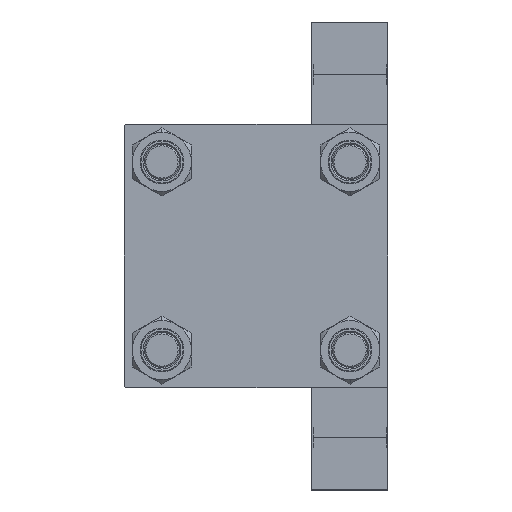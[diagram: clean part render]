
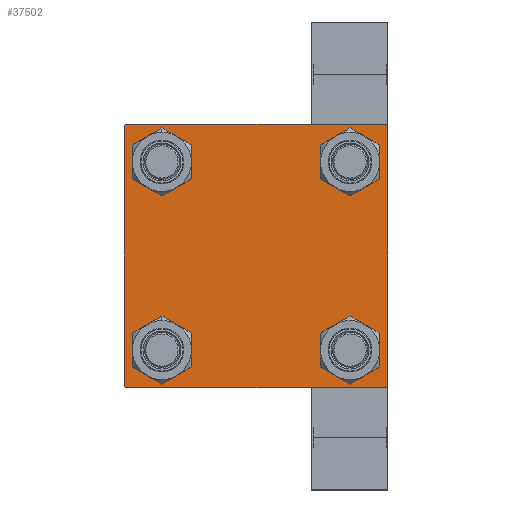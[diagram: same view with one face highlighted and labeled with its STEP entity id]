
A CAD part, left-side view. The second image highlights one B-rep face of the part: STEP entity #37502.
In plain terms, the highlighted planar face has unit normal (-1, 0, 0).
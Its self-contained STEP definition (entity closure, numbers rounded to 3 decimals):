
#15 = DIRECTION ( 'NONE',  ( 0., 0.707, -0.707 ) ) ;
#314 = CARTESIAN_POINT ( 'NONE',  ( 0., -32.15, 25.65 ) ) ;
#736 = LINE ( 'NONE', #41136, #39565 ) ;
#845 = CARTESIAN_POINT ( 'NONE',  ( 0., 45., 45. ) ) ;
#1880 = AXIS2_PLACEMENT_3D ( 'NONE', #46181, #46415, #9213 ) ;
#2280 = CARTESIAN_POINT ( 'NONE',  ( 0., -32.15, -38.65 ) ) ;
#2497 = VECTOR ( 'NONE', #47161, 1000. ) ;
#2980 = EDGE_CURVE ( 'NONE', #18401, #45328, #6937, .T. ) ;
#3677 = EDGE_CURVE ( 'NONE', #15999, #15811, #40016, .T. ) ;
#3752 = PLANE ( 'NONE',  #34368 ) ;
#4423 = CARTESIAN_POINT ( 'NONE',  ( 0., 32.15, 32.15 ) ) ;
#4719 = ORIENTED_EDGE ( 'NONE', *, *, #3677, .T. ) ;
#5288 = DIRECTION ( 'NONE',  ( 1., 0., 0. ) ) ;
#5566 = EDGE_CURVE ( 'NONE', #45328, #18401, #20174, .T. ) ;
#5749 = VERTEX_POINT ( 'NONE', #29628 ) ;
#5868 = ORIENTED_EDGE ( 'NONE', *, *, #5566, .T. ) ;
#5878 = CARTESIAN_POINT ( 'NONE',  ( 0., 45., 44.5 ) ) ;
#6258 = DIRECTION ( 'NONE',  ( 1., 0., 0. ) ) ;
#6420 = ORIENTED_EDGE ( 'NONE', *, *, #15533, .T. ) ;
#6937 = CIRCLE ( 'NONE', #24939, 6.5 ) ;
#6971 = VECTOR ( 'NONE', #21646, 1000. ) ;
#7401 = FACE_BOUND ( 'NONE', #40506, .T. ) ;
#7769 = CARTESIAN_POINT ( 'NONE',  ( 0., -44.5, -45. ) ) ;
#9021 = CARTESIAN_POINT ( 'NONE',  ( 0., 32.15, -32.15 ) ) ;
#9213 = DIRECTION ( 'NONE',  ( 0., 0., 1. ) ) ;
#9352 = EDGE_CURVE ( 'NONE', #9369, #31341, #26831, .T. ) ;
#9369 = VERTEX_POINT ( 'NONE', #45185 ) ;
#9547 = VERTEX_POINT ( 'NONE', #24844 ) ;
#9767 = AXIS2_PLACEMENT_3D ( 'NONE', #17798, #25391, #21723 ) ;
#9807 = AXIS2_PLACEMENT_3D ( 'NONE', #14577, #6258, #37097 ) ;
#10052 = DIRECTION ( 'NONE',  ( 0., -0.707, -0.707 ) ) ;
#10671 = EDGE_CURVE ( 'NONE', #29735, #34280, #32489, .T. ) ;
#10912 = ORIENTED_EDGE ( 'NONE', *, *, #20205, .T. ) ;
#11786 = CARTESIAN_POINT ( 'NONE',  ( 0., -45., 44.5 ) ) ;
#12329 = ORIENTED_EDGE ( 'NONE', *, *, #45959, .T. ) ;
#13009 = DIRECTION ( 'NONE',  ( 0., 0., 1. ) ) ;
#13104 = CARTESIAN_POINT ( 'NONE',  ( 0., 32.15, -32.15 ) ) ;
#13544 = EDGE_CURVE ( 'NONE', #42557, #18468, #43354, .T. ) ;
#13710 = LINE ( 'NONE', #14870, #29479 ) ;
#13738 = EDGE_CURVE ( 'NONE', #5749, #14848, #19137, .T. ) ;
#14174 = ORIENTED_EDGE ( 'NONE', *, *, #44831, .T. ) ;
#14384 = EDGE_CURVE ( 'NONE', #14848, #5749, #44164, .T. ) ;
#14577 = CARTESIAN_POINT ( 'NONE',  ( 0., -32.15, 32.15 ) ) ;
#14721 = EDGE_CURVE ( 'NONE', #27329, #42405, #44204, .T. ) ;
#14848 = VERTEX_POINT ( 'NONE', #38064 ) ;
#14870 = CARTESIAN_POINT ( 'NONE',  ( 0., -44.75, 44.75 ) ) ;
#14997 = FACE_BOUND ( 'NONE', #48373, .T. ) ;
#15305 = CARTESIAN_POINT ( 'NONE',  ( 0., 32.15, 38.65 ) ) ;
#15333 = DIRECTION ( 'NONE',  ( 0., -1., 0. ) ) ;
#15531 = DIRECTION ( 'NONE',  ( 0., -1., 0. ) ) ;
#15533 = EDGE_CURVE ( 'NONE', #9547, #15999, #736, .T. ) ;
#15719 = CARTESIAN_POINT ( 'NONE',  ( 0., 32.15, 32.15 ) ) ;
#15811 = VERTEX_POINT ( 'NONE', #29487 ) ;
#15988 = ORIENTED_EDGE ( 'NONE', *, *, #14721, .T. ) ;
#15999 = VERTEX_POINT ( 'NONE', #5878 ) ;
#16015 = AXIS2_PLACEMENT_3D ( 'NONE', #28191, #46550, #13009 ) ;
#16232 = EDGE_LOOP ( 'NONE', ( #5868, #16359 ) ) ;
#16359 = ORIENTED_EDGE ( 'NONE', *, *, #2980, .T. ) ;
#16821 = ORIENTED_EDGE ( 'NONE', *, *, #14384, .T. ) ;
#17798 = CARTESIAN_POINT ( 'NONE',  ( 0., -32.15, -32.15 ) ) ;
#18372 = AXIS2_PLACEMENT_3D ( 'NONE', #9021, #46471, #39624 ) ;
#18401 = VERTEX_POINT ( 'NONE', #33884 ) ;
#18468 = VERTEX_POINT ( 'NONE', #2280 ) ;
#19137 = CIRCLE ( 'NONE', #35570, 6.5 ) ;
#19246 = EDGE_CURVE ( 'NONE', #9547, #26420, #45387, .T. ) ;
#20174 = CIRCLE ( 'NONE', #28785, 6.5 ) ;
#20205 = EDGE_CURVE ( 'NONE', #18468, #42557, #44086, .T. ) ;
#20727 = EDGE_LOOP ( 'NONE', ( #4719, #39654, #42376, #14174, #44376, #31375, #43371, #6420 ) ) ;
#21324 = CARTESIAN_POINT ( 'NONE',  ( 0., -32.15, -25.65 ) ) ;
#21393 = CARTESIAN_POINT ( 'NONE',  ( 0., 45., 45. ) ) ;
#21646 = DIRECTION ( 'NONE',  ( 0., 0., -1. ) ) ;
#21723 = DIRECTION ( 'NONE',  ( 0., 0., 1. ) ) ;
#22355 = FACE_BOUND ( 'NONE', #16232, .T. ) ;
#24146 = DIRECTION ( 'NONE',  ( 0., 0., 1. ) ) ;
#24757 = CARTESIAN_POINT ( 'NONE',  ( 0., 44.75, -44.75 ) ) ;
#24844 = CARTESIAN_POINT ( 'NONE',  ( 0., 44.5, 45. ) ) ;
#24939 = AXIS2_PLACEMENT_3D ( 'NONE', #4423, #41866, #45060 ) ;
#25238 = LINE ( 'NONE', #24757, #47675 ) ;
#25391 = DIRECTION ( 'NONE',  ( 1., 0., 0. ) ) ;
#26354 = CARTESIAN_POINT ( 'NONE',  ( 0., 45., -45. ) ) ;
#26420 = VERTEX_POINT ( 'NONE', #34566 ) ;
#26831 = LINE ( 'NONE', #26354, #32845 ) ;
#27329 = VERTEX_POINT ( 'NONE', #39517 ) ;
#28186 = LINE ( 'NONE', #35291, #34500 ) ;
#28191 = CARTESIAN_POINT ( 'NONE',  ( 0., -32.15, 32.15 ) ) ;
#28785 = AXIS2_PLACEMENT_3D ( 'NONE', #15719, #30643, #34567 ) ;
#29002 = EDGE_LOOP ( 'NONE', ( #15988, #12329 ) ) ;
#29479 = VECTOR ( 'NONE', #37390, 1000. ) ;
#29487 = CARTESIAN_POINT ( 'NONE',  ( 0., 45., -44.5 ) ) ;
#29628 = CARTESIAN_POINT ( 'NONE',  ( 0., 32.15, -25.65 ) ) ;
#29735 = VERTEX_POINT ( 'NONE', #11786 ) ;
#30020 = EDGE_CURVE ( 'NONE', #29735, #26420, #13710, .T. ) ;
#30643 = DIRECTION ( 'NONE',  ( 1., 0., 0. ) ) ;
#31341 = VERTEX_POINT ( 'NONE', #7769 ) ;
#31375 = ORIENTED_EDGE ( 'NONE', *, *, #30020, .T. ) ;
#31868 = DIRECTION ( 'NONE',  ( -1., 0., 0. ) ) ;
#32489 = LINE ( 'NONE', #47416, #2497 ) ;
#32845 = VECTOR ( 'NONE', #15333, 1000. ) ;
#33636 = ORIENTED_EDGE ( 'NONE', *, *, #13738, .T. ) ;
#33884 = CARTESIAN_POINT ( 'NONE',  ( 0., 32.15, 25.65 ) ) ;
#34280 = VERTEX_POINT ( 'NONE', #47039 ) ;
#34368 = AXIS2_PLACEMENT_3D ( 'NONE', #41195, #31868, #35047 ) ;
#34500 = VECTOR ( 'NONE', #43116, 1000. ) ;
#34566 = CARTESIAN_POINT ( 'NONE',  ( 0., -44.5, 45. ) ) ;
#34567 = DIRECTION ( 'NONE',  ( 0., 0., 1. ) ) ;
#35047 = DIRECTION ( 'NONE',  ( 0., 0., 1. ) ) ;
#35291 = CARTESIAN_POINT ( 'NONE',  ( 0., -44.75, -44.75 ) ) ;
#35345 = ORIENTED_EDGE ( 'NONE', *, *, #13544, .T. ) ;
#35570 = AXIS2_PLACEMENT_3D ( 'NONE', #13104, #5288, #24146 ) ;
#37097 = DIRECTION ( 'NONE',  ( 0., 0., 1. ) ) ;
#37123 = CIRCLE ( 'NONE', #16015, 6.5 ) ;
#37287 = FACE_OUTER_BOUND ( 'NONE', #20727, .T. ) ;
#37390 = DIRECTION ( 'NONE',  ( 0., 0.707, 0.707 ) ) ;
#37502 = ADVANCED_FACE ( 'NONE', ( #40956, #7401, #14997, #22355, #37287 ), #3752, .T. ) ;
#38064 = CARTESIAN_POINT ( 'NONE',  ( 0., 32.15, -38.65 ) ) ;
#39517 = CARTESIAN_POINT ( 'NONE',  ( 0., -32.15, 38.65 ) ) ;
#39565 = VECTOR ( 'NONE', #15, 1000. ) ;
#39624 = DIRECTION ( 'NONE',  ( 0., 0., 1. ) ) ;
#39654 = ORIENTED_EDGE ( 'NONE', *, *, #40674, .T. ) ;
#40016 = LINE ( 'NONE', #21393, #6971 ) ;
#40506 = EDGE_LOOP ( 'NONE', ( #35345, #10912 ) ) ;
#40674 = EDGE_CURVE ( 'NONE', #15811, #9369, #25238, .T. ) ;
#40956 = FACE_BOUND ( 'NONE', #29002, .T. ) ;
#41136 = CARTESIAN_POINT ( 'NONE',  ( 0., 44.75, 44.75 ) ) ;
#41195 = CARTESIAN_POINT ( 'NONE',  ( 0., 0., 0. ) ) ;
#41866 = DIRECTION ( 'NONE',  ( 1., 0., 0. ) ) ;
#42376 = ORIENTED_EDGE ( 'NONE', *, *, #9352, .T. ) ;
#42405 = VERTEX_POINT ( 'NONE', #314 ) ;
#42557 = VERTEX_POINT ( 'NONE', #21324 ) ;
#43116 = DIRECTION ( 'NONE',  ( 0., -0.707, 0.707 ) ) ;
#43354 = CIRCLE ( 'NONE', #9767, 6.5 ) ;
#43371 = ORIENTED_EDGE ( 'NONE', *, *, #19246, .F. ) ;
#44086 = CIRCLE ( 'NONE', #1880, 6.5 ) ;
#44164 = CIRCLE ( 'NONE', #18372, 6.5 ) ;
#44204 = CIRCLE ( 'NONE', #9807, 6.5 ) ;
#44376 = ORIENTED_EDGE ( 'NONE', *, *, #10671, .F. ) ;
#44831 = EDGE_CURVE ( 'NONE', #31341, #34280, #28186, .T. ) ;
#45060 = DIRECTION ( 'NONE',  ( 0., 0., 1. ) ) ;
#45185 = CARTESIAN_POINT ( 'NONE',  ( 0., 44.5, -45. ) ) ;
#45328 = VERTEX_POINT ( 'NONE', #15305 ) ;
#45387 = LINE ( 'NONE', #845, #47225 ) ;
#45959 = EDGE_CURVE ( 'NONE', #42405, #27329, #37123, .T. ) ;
#46181 = CARTESIAN_POINT ( 'NONE',  ( 0., -32.15, -32.15 ) ) ;
#46415 = DIRECTION ( 'NONE',  ( 1., 0., 0. ) ) ;
#46471 = DIRECTION ( 'NONE',  ( 1., 0., 0. ) ) ;
#46550 = DIRECTION ( 'NONE',  ( 1., 0., 0. ) ) ;
#47039 = CARTESIAN_POINT ( 'NONE',  ( 0., -45., -44.5 ) ) ;
#47161 = DIRECTION ( 'NONE',  ( 0., 0., -1. ) ) ;
#47225 = VECTOR ( 'NONE', #15531, 1000. ) ;
#47416 = CARTESIAN_POINT ( 'NONE',  ( 0., -45., 45. ) ) ;
#47675 = VECTOR ( 'NONE', #10052, 1000. ) ;
#48373 = EDGE_LOOP ( 'NONE', ( #33636, #16821 ) ) ;
